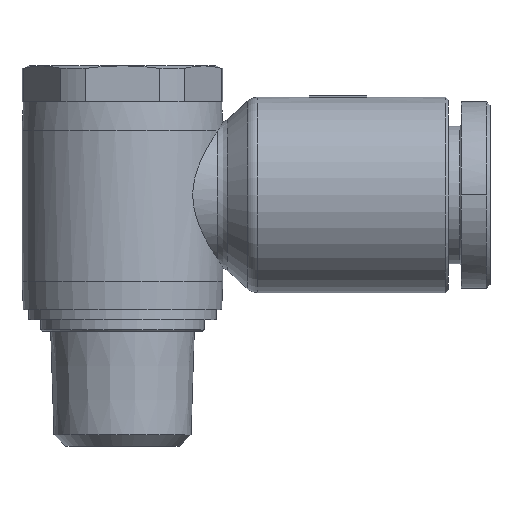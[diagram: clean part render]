
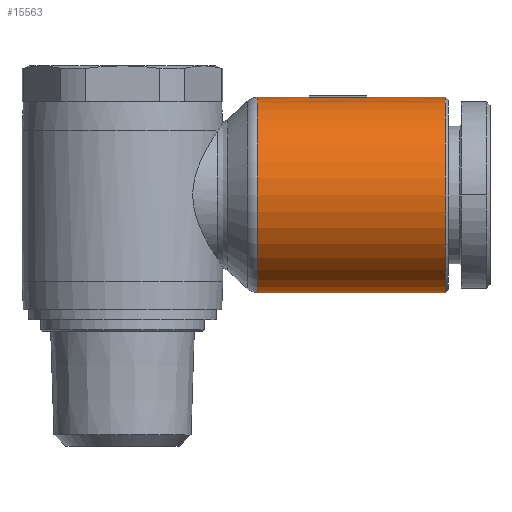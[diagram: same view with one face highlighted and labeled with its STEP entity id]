
A CAD part, front view. The second image highlights one B-rep face of the part: STEP entity #15563.
In plain terms, the highlighted cylindrical face has radius 6.8 mm (diameter 13.6 mm), a partial arc.
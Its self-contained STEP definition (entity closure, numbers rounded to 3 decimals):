
#141=CARTESIAN_POINT('',(-20.5,0.,6.8));
#142=VERTEX_POINT('',#141);
#143=CARTESIAN_POINT('',(-15.0,0.,6.8));
#144=VERTEX_POINT('',#143);
#145=CARTESIAN_POINT('',(-20.5,0.,6.8));
#146=DIRECTION('',(1.0,0.0,0.0));
#147=VECTOR('',#146,5.5);
#148=LINE('',#145,#147);
#149=EDGE_CURVE('',#142,#144,#148,.T.);
#151=CARTESIAN_POINT('',(-20.5,0.,-6.8));
#152=VERTEX_POINT('',#151);
#160=CARTESIAN_POINT('',(-7.384,0.,-6.8));
#161=VERTEX_POINT('',#160);
#162=CARTESIAN_POINT('',(-7.384,0.,-6.8));
#163=DIRECTION('',(-1.0,0.0,0.0));
#164=VECTOR('',#163,13.116);
#165=LINE('',#162,#164);
#166=EDGE_CURVE('',#161,#152,#165,.T.);
#168=CARTESIAN_POINT('',(-7.384,0.,6.8));
#169=VERTEX_POINT('',#168);
#177=CARTESIAN_POINT('',(-11.0,0.,6.8));
#178=VERTEX_POINT('',#177);
#179=CARTESIAN_POINT('',(-11.0,0.,6.8));
#180=DIRECTION('',(1.0,0.0,0.0));
#181=VECTOR('',#180,3.616);
#182=LINE('',#179,#181);
#183=EDGE_CURVE('',#178,#169,#182,.T.);
#226=CARTESIAN_POINT('',(-7.384,0.,0.));
#227=DIRECTION('',(1.0,0.0,0.0));
#228=DIRECTION('',(0.0,0.0,-1.0));
#229=AXIS2_PLACEMENT_3D('',#226,#227,#228);
#230=CIRCLE('',#229,6.8);
#231=EDGE_CURVE('',#161,#169,#230,.T.);
#2929=CARTESIAN_POINT('',(-20.5,0.,0.));
#2930=DIRECTION('',(-1.0,0.0,0.0));
#2931=DIRECTION('',(0.0,0.0,1.0));
#2932=AXIS2_PLACEMENT_3D('',#2929,#2930,#2931);
#2933=CIRCLE('',#2932,6.8);
#2934=EDGE_CURVE('',#142,#152,#2933,.T.);
#15163=CARTESIAN_POINT('',(-15.0,0.5,6.782));
#15164=VERTEX_POINT('',#15163);
#15171=CARTESIAN_POINT('',(-15.0,0.,0.));
#15172=DIRECTION('',(-1.0,0.0,0.0));
#15173=DIRECTION('',(0.0,0.0,1.0));
#15174=AXIS2_PLACEMENT_3D('',#15171,#15172,#15173);
#15175=CIRCLE('',#15174,6.8);
#15176=EDGE_CURVE('',#144,#15164,#15175,.T.);
#15210=CARTESIAN_POINT('',(-11.0,0.5,6.782));
#15211=VERTEX_POINT('',#15210);
#15212=CARTESIAN_POINT('',(-15.0,0.5,6.782));
#15213=DIRECTION('',(1.0,0.0,0.0));
#15214=VECTOR('',#15213,4.0);
#15215=LINE('',#15212,#15214);
#15216=EDGE_CURVE('',#15164,#15211,#15215,.T.);
#15241=CARTESIAN_POINT('',(-11.0,0.,0.));
#15242=DIRECTION('',(1.0,0.0,0.0));
#15243=DIRECTION('',(0.0,0.0,1.0));
#15244=AXIS2_PLACEMENT_3D('',#15241,#15242,#15243);
#15245=CIRCLE('',#15244,6.8);
#15246=EDGE_CURVE('',#15211,#178,#15245,.T.);
#15548=CARTESIAN_POINT('',(-13.0,0.,0.));
#15549=DIRECTION('',(1.0,0.,0.));
#15550=DIRECTION('',(0.0,0.0,1.0));
#15551=AXIS2_PLACEMENT_3D('',#15548,#15549,#15550);
#15552=CYLINDRICAL_SURFACE('',#15551,6.8);
#15553=ORIENTED_EDGE('',*,*,#149,.T.);
#15554=ORIENTED_EDGE('',*,*,#15176,.T.);
#15555=ORIENTED_EDGE('',*,*,#15216,.T.);
#15556=ORIENTED_EDGE('',*,*,#15246,.T.);
#15557=ORIENTED_EDGE('',*,*,#183,.T.);
#15558=ORIENTED_EDGE('',*,*,#231,.F.);
#15559=ORIENTED_EDGE('',*,*,#166,.T.);
#15560=ORIENTED_EDGE('',*,*,#2934,.F.);
#15561=EDGE_LOOP('',(#15553,#15554,#15555,#15556,#15557,#15558,#15559,#15560));
#15562=FACE_OUTER_BOUND('',#15561,.T.);
#15563=ADVANCED_FACE('',(#15562),#15552,.T.);
